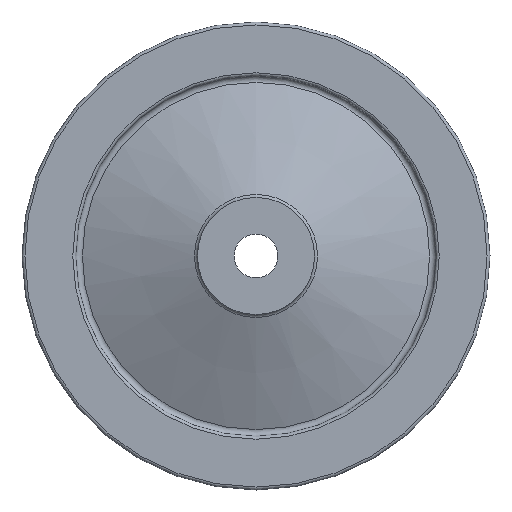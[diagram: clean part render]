
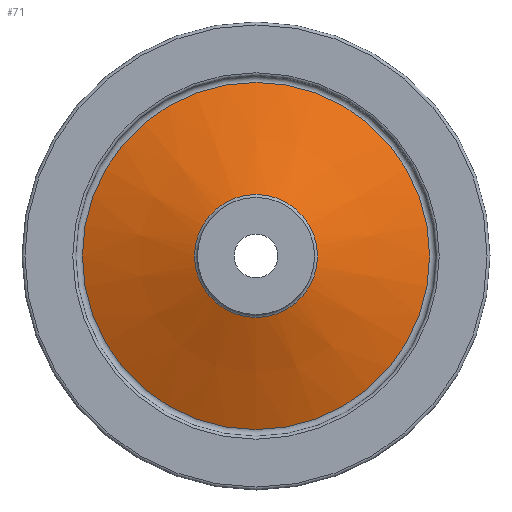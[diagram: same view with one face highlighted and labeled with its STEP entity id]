
A CAD part, left-side view. The second image highlights one B-rep face of the part: STEP entity #71.
In plain terms, the highlighted conical face has half-angle 68.032 degrees and reference radius 21.043 mm.
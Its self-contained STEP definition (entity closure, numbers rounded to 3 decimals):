
#71 = ADVANCED_FACE( '', ( #154, #155 ), #156, .T. );
#154 = FACE_OUTER_BOUND( '', #237, .T. );
#155 = FACE_BOUND( '', #238, .T. );
#156 = CONICAL_SURFACE( '', #239, 21.043, 1.187 );
#237 = EDGE_LOOP( '', ( #342 ) );
#238 = EDGE_LOOP( '', ( #343 ) );
#239 = AXIS2_PLACEMENT_3D( '', #344, #345, #346 );
#342 = ORIENTED_EDGE( '', *, *, #390, .F. );
#343 = ORIENTED_EDGE( '', *, *, #401, .T. );
#344 = CARTESIAN_POINT( '', ( 12.509, 0., 0. ) );
#345 = DIRECTION( '', ( 1., 0., 0. ) );
#346 = DIRECTION( '', ( 0., 0., -1. ) );
#390 = EDGE_CURVE( '', #439, #439, #440, .T. );
#401 = EDGE_CURVE( '', #455, #455, #456, .T. );
#439 = VERTEX_POINT( '', #496 );
#440 = CIRCLE( '', #497, 59.35 );
#455 = VERTEX_POINT( '', #512 );
#456 = CIRCLE( '', #513, 21.043 );
#496 = CARTESIAN_POINT( '', ( 27.962, 0., -59.35 ) );
#497 = AXIS2_PLACEMENT_3D( '', #556, #557, #558 );
#512 = CARTESIAN_POINT( '', ( 12.509, 0., -21.043 ) );
#513 = AXIS2_PLACEMENT_3D( '', #571, #572, #573 );
#556 = CARTESIAN_POINT( '', ( 27.962, 0., 0. ) );
#557 = DIRECTION( '', ( 1., 0., 0. ) );
#558 = DIRECTION( '', ( 0., 0., -1. ) );
#571 = CARTESIAN_POINT( '', ( 12.509, 0., 0. ) );
#572 = DIRECTION( '', ( 1., 0., 0. ) );
#573 = DIRECTION( '', ( 0., 0., -1. ) );
